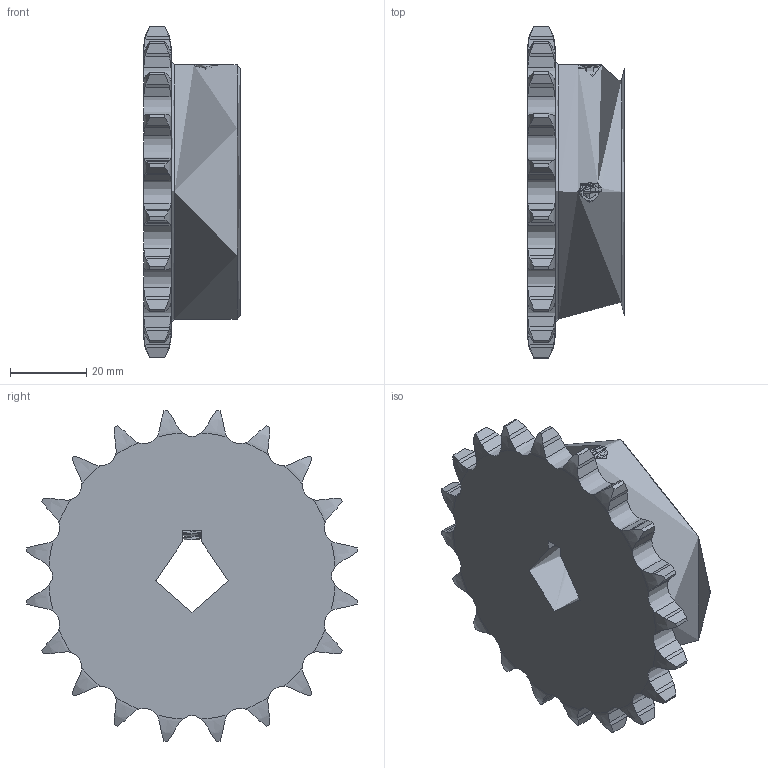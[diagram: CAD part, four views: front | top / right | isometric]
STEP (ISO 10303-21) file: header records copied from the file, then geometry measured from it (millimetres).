
FILE_DESCRIPTION(/* description */ (''),/* implementation_level */ '2;1');
FILE_NAME(/* name */ 'grainger-36gc10 v1.step',/* time_stamp */ '2023-03-01T11:20:57-05:00',/* author */ (''),/* organization */ (''),/* preprocessor_version */ 'ST-DEVELOPER v19.2',/* originating_system */ 'Autodesk Translation Framework v11.17.0.187',/* authorisation */ '');
FILE_SCHEMA (('AUTOMOTIVE_DESIGN { 1 0 10303 214 3 1 1 }'));
Products named in the file (1): grainger-36gc10
Bounding box: 25.4 x 87.07 x 87.07 mm (x, y, z)
Volume: 90505.7 mm3; surface area: 19061.5 mm2
Topology: 2 solids, 2 shells, 381 faces, 1124 edges, 739 vertices
Faces by surface type: cylinder 171, bspline 86, plane 65, torus 41, cone 18
Full cylindrical faces by diameter (mm): 4.975 x18, 6.35 x17, 66.675 x1
Entity records: 35279 total; most frequent: CARTESIAN_POINT 26509, ORIENTED_EDGE 2244, DIRECTION 1222, EDGE_CURVE 1122, VERTEX_POINT 739, B_SPLINE_CURVE_WITH_KNOTS 623, AXIS2_PLACEMENT_3D 455, EDGE_LOOP 390
